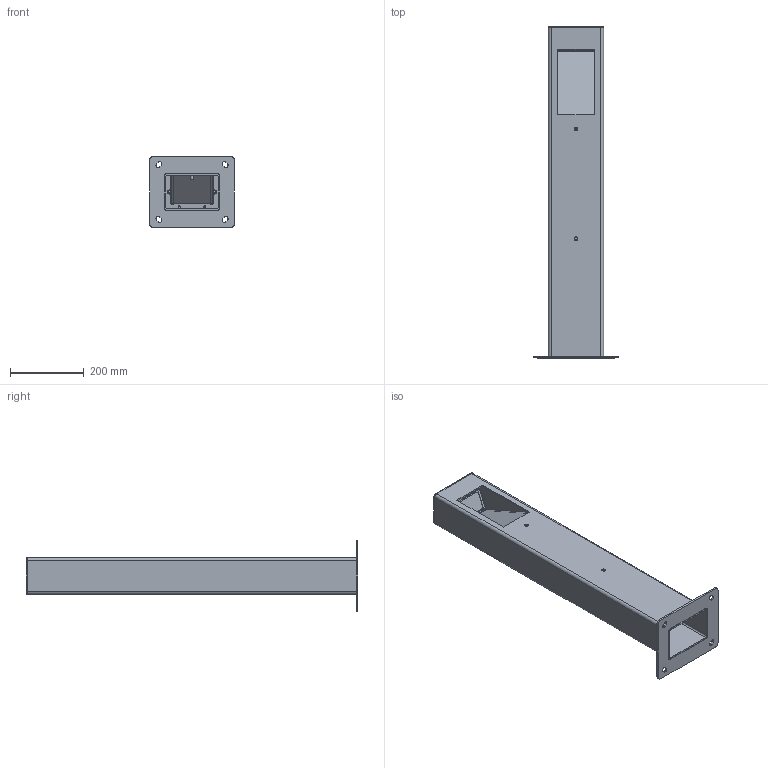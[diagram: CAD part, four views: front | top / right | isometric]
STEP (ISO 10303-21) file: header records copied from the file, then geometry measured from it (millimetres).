
FILE_DESCRIPTION (( 'STEP AP203' ), '1' );
FILE_NAME ('PHAROS.STEP', '2022-05-11T13:31:06', ( '' ), ( '' ), 'SwSTEP 2.0', 'SolidWorks 2019', '' );
FILE_SCHEMA (( 'CONFIG_CONTROL_DESIGN' ));
Length unit declared in the file: millimetre
Products named in the file (1): PHAROS
Bounding box: 230 x 903 x 195 mm (x, y, z)
Volume: 1869166 mm3; surface area: 1039663.3 mm2
Topology: 21 solids, 21 shells, 523 faces, 1208 edges, 722 vertices
Faces by surface type: plane 280, cylinder 139, cone 72, torus 20, sphere 8, bspline 4
Entity records: 14805 total; most frequent: DIRECTION 2654, CARTESIAN_POINT 2646, ORIENTED_EDGE 2376, EDGE_CURVE 1188, AXIS2_PLACEMENT_3D 954, LINE 746, VECTOR 746, VERTEX_POINT 722
